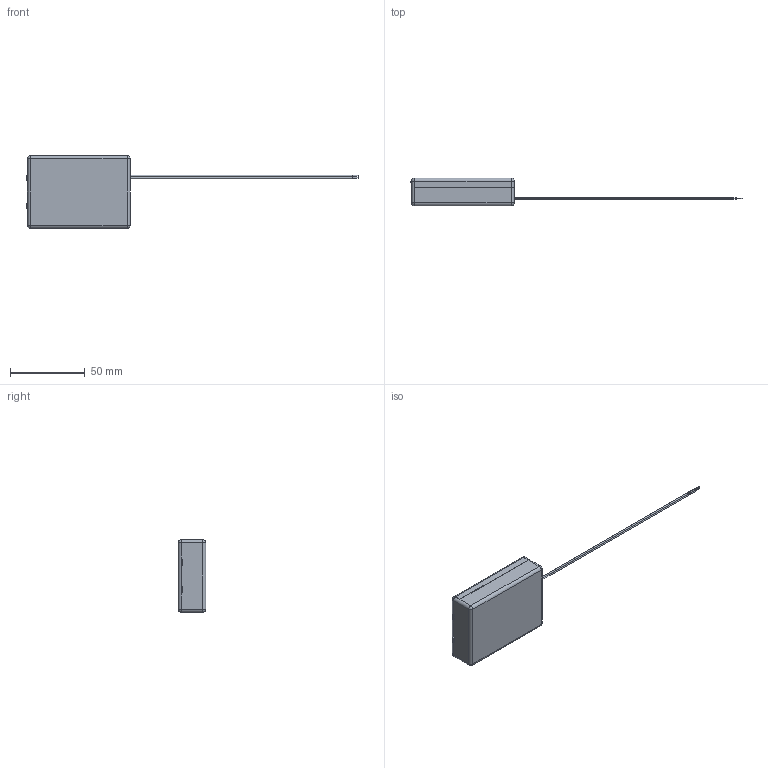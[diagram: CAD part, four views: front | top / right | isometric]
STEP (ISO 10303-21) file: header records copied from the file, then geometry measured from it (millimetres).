
FILE_DESCRIPTION (( 'STEP AP214' ), '1' );
FILE_NAME ('SBH-331A.STEP', '2022-04-04T21:07:21', ( '' ), ( '' ), 'SwSTEP 2.0', 'SolidWorks 2017', '' );
FILE_SCHEMA (( 'AUTOMOTIVE_DESIGN' ));
Length unit declared in the file: millimetre
Products named in the file (1): SBH-331A
Bounding box: 221.5 x 18.5 x 48.5 mm (x, y, z)
Volume: 61224.5 mm3; surface area: 11679.7 mm2
Topology: 6 solids, 6 shells, 137 faces, 317 edges, 190 vertices
Faces by surface type: plane 93, cylinder 32, sphere 10, torus 2
Entity records: 3846 total; most frequent: DIRECTION 673, CARTESIAN_POINT 637, ORIENTED_EDGE 618, EDGE_CURVE 309, AXIS2_PLACEMENT_3D 226, LINE 221, VECTOR 221, VERTEX_POINT 190
